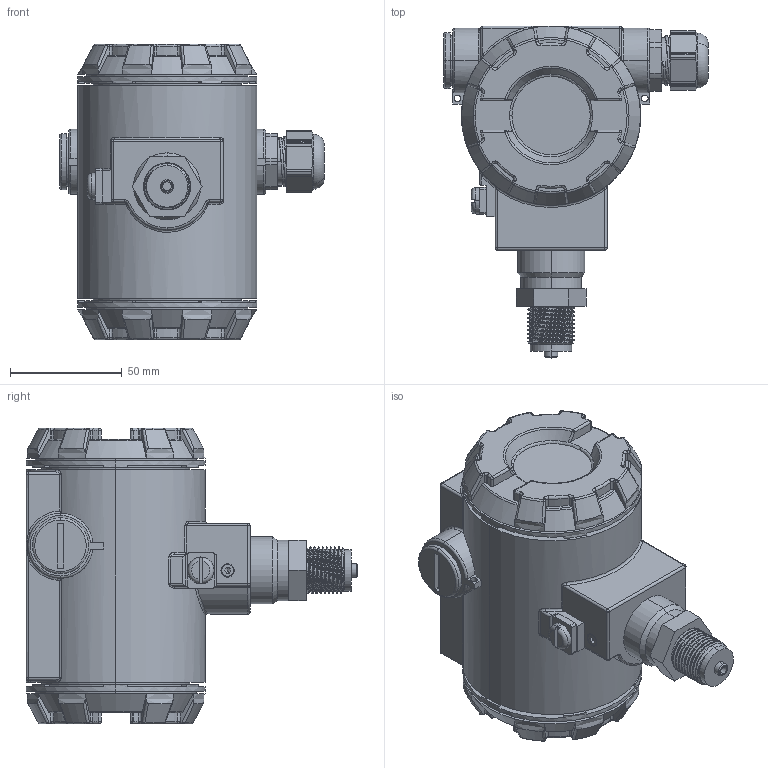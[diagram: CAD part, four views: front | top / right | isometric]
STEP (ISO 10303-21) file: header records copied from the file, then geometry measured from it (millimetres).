
FILE_DESCRIPTION (( 'STEP AP203' ), '1' );
FILE_NAME ('PT402 G0.5.step', '2024-09-24T15:49:25', ( '' ), ( '' ), 'SwSTEP 2.0', 'SolidWorks 2022', '' );
FILE_SCHEMA (( 'CONFIG_CONTROL_DESIGN' ));
Length unit declared in the file: millimetre
Products named in the file (1): PT402 G0.5
Bounding box: 118.24 x 148.14 x 132 mm (x, y, z)
Volume: 731494.1 mm3; surface area: 82462.9 mm2
Topology: 10 solids, 10 shells, 1049 faces, 2650 edges, 1582 vertices
Faces by surface type: cylinder 354, plane 335, torus 154, bspline 88, sphere 66, cone 52
Entity records: 43677 total; most frequent: CARTESIAN_POINT 19174, DIRECTION 5214, ORIENTED_EDGE 5184, EDGE_CURVE 2592, AXIS2_PLACEMENT_3D 2109, VERTEX_POINT 1582, CIRCLE 1147, EDGE_LOOP 1082
